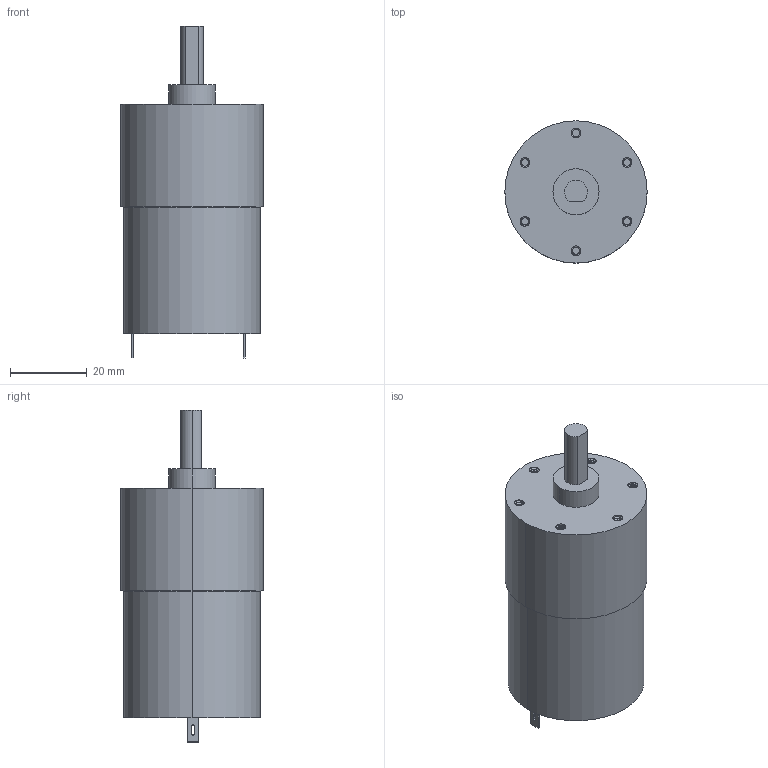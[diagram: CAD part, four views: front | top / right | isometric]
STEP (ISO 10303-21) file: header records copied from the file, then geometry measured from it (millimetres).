
FILE_DESCRIPTION (( 'STEP AP214' ), '1' );
FILE_NAME ('MOTOR.STEP', '2021-05-31T01:45:39', ( '' ), ( '' ), 'SwSTEP 2.0', 'SolidWorks 2018', '' );
FILE_SCHEMA (( 'AUTOMOTIVE_DESIGN' ));
Length unit declared in the file: millimetre
Products named in the file (4): A; B; C; MOTOR
Assembly tree (4 placements, depth 2):
  MOTOR
    A
    C
    B  x2
Bounding box: 37 x 37 x 86.32 mm (x, y, z)
Volume: 62138.7 mm3; surface area: 11781 mm2
Topology: 4 solids, 4 shells, 174 faces, 456 edges, 298 vertices
Faces by surface type: cylinder 119, plane 35, bspline 18, torus 2
Entity records: 10492 total; most frequent: CARTESIAN_POINT 6969, ORIENTED_EDGE 864, DIRECTION 558, EDGE_CURVE 432, VERTEX_POINT 282, AXIS2_PLACEMENT_3D 201, EDGE_LOOP 174, ADVANCED_FACE 164
